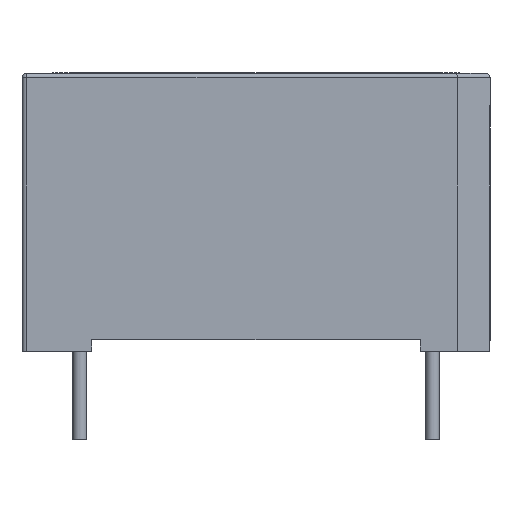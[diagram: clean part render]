
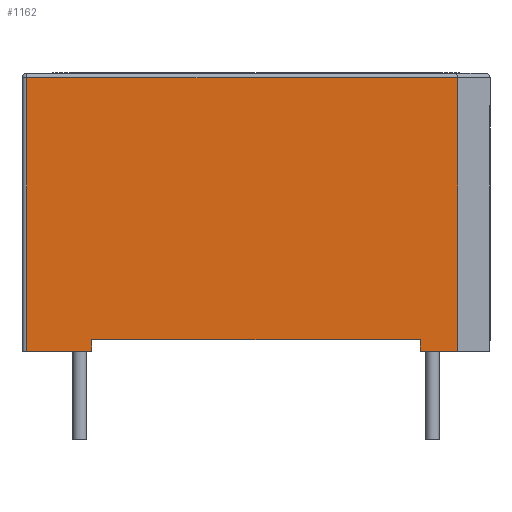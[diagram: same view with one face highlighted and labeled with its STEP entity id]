
A CAD part, left-side view. The second image highlights one B-rep face of the part: STEP entity #1162.
In plain terms, the highlighted planar face has unit normal (-1, 0, 0).
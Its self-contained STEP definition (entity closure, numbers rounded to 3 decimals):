
#49=LINE($,#1821,#151);
#86=LINE($,#1895,#188);
#87=LINE($,#1898,#189);
#88=LINE($,#1900,#190);
#89=LINE($,#1902,#191);
#90=LINE($,#1904,#192);
#91=LINE($,#1906,#193);
#92=LINE($,#1907,#194);
#151=VECTOR($,#1440,14.2);
#188=VECTOR($,#1499,0.5);
#189=VECTOR($,#1502,0.5);
#190=VECTOR($,#1503,1.6);
#191=VECTOR($,#1504,11.8);
#192=VECTOR($,#1505,18.6);
#193=VECTOR($,#1506,11.8);
#194=VECTOR($,#1507,2.8);
#253=PLANE($,#1279);
#336=FACE_OUTER_BOUND($,#434,.T.);
#434=EDGE_LOOP($,(#904,#905,#906,#907,#908,#909,#910,#911));
#580=VERTEX_POINT($,#1818);
#581=VERTEX_POINT($,#1820);
#607=VERTEX_POINT($,#1893);
#608=VERTEX_POINT($,#1897);
#609=VERTEX_POINT($,#1899);
#610=VERTEX_POINT($,#1901);
#611=VERTEX_POINT($,#1903);
#612=VERTEX_POINT($,#1905);
#687=EDGE_CURVE($,#580,#581,#49,.T.);
#724=EDGE_CURVE($,#581,#607,#86,.T.);
#725=EDGE_CURVE($,#580,#608,#87,.T.);
#726=EDGE_CURVE($,#609,#608,#88,.T.);
#727=EDGE_CURVE($,#609,#610,#89,.T.);
#728=EDGE_CURVE($,#610,#611,#90,.T.);
#729=EDGE_CURVE($,#611,#612,#91,.T.);
#730=EDGE_CURVE($,#612,#607,#92,.T.);
#904=ORIENTED_EDGE($,*,*,#725,.T.);
#905=ORIENTED_EDGE($,*,*,#726,.F.);
#906=ORIENTED_EDGE($,*,*,#727,.T.);
#907=ORIENTED_EDGE($,*,*,#728,.T.);
#908=ORIENTED_EDGE($,*,*,#729,.T.);
#909=ORIENTED_EDGE($,*,*,#730,.T.);
#910=ORIENTED_EDGE($,*,*,#724,.F.);
#911=ORIENTED_EDGE($,*,*,#687,.F.);
#1162=ADVANCED_FACE($,(#336),#253,.T.);
#1279=AXIS2_PLACEMENT_3D($,#1896,#1500,#1501);
#1440=DIRECTION($,(0.,-1.,0.));
#1499=DIRECTION($,(0.,0.,1.));
#1500=DIRECTION('center_axis',(-1.,0.,0.));
#1501=DIRECTION('ref_axis',(0.,-1.,0.));
#1502=DIRECTION($,(0.,0.,1.));
#1503=DIRECTION($,(0.,-1.,0.));
#1504=DIRECTION($,(0.,0.,-1.));
#1505=DIRECTION($,(0.,-1.,0.));
#1506=DIRECTION($,(0.,0.,1.));
#1507=DIRECTION($,(0.,1.,0.));
#1818=CARTESIAN_POINT('',(0.,17.2,11.5));
#1820=CARTESIAN_POINT('',(0.,3.,11.5));
#1821=CARTESIAN_POINT($,(0.,10.1,11.5));
#1893=CARTESIAN_POINT('',(0.,3.,12.));
#1895=CARTESIAN_POINT($,(0.,3.,11.75));
#1896=CARTESIAN_POINT('Origin',(0.,18.8,0.2));
#1897=CARTESIAN_POINT('',(0.,17.2,12.));
#1898=CARTESIAN_POINT($,(0.,17.2,6.1));
#1899=CARTESIAN_POINT('',(0.,18.8,12.));
#1900=CARTESIAN_POINT($,(0.,18.7,12.));
#1901=CARTESIAN_POINT('',(0.,18.8,0.2));
#1902=CARTESIAN_POINT($,(0.,18.8,6.1));
#1903=CARTESIAN_POINT('',(0.,0.2,0.2));
#1904=CARTESIAN_POINT($,(0.,9.5,0.2));
#1905=CARTESIAN_POINT('',(0.,0.2,12.));
#1906=CARTESIAN_POINT($,(0.,0.2,6.1));
#1907=CARTESIAN_POINT($,(0.,9.5,12.));
